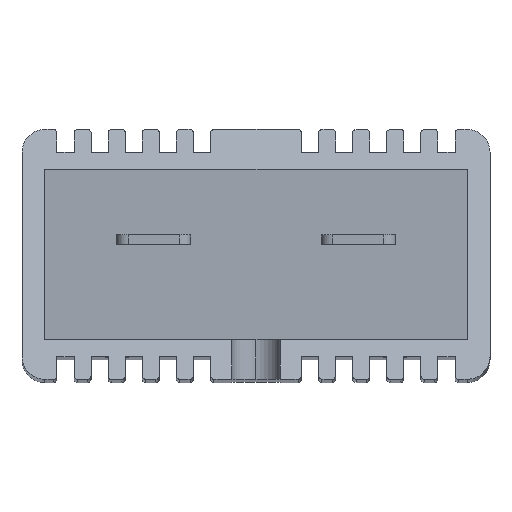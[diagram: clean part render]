
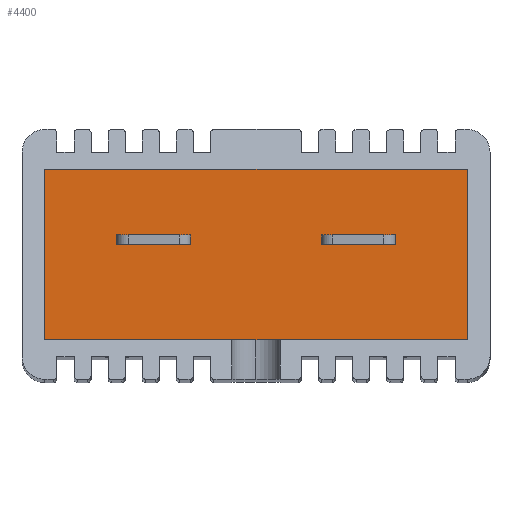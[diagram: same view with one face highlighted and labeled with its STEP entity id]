
A CAD part, top view. The second image highlights one B-rep face of the part: STEP entity #4400.
In plain terms, the highlighted planar face has unit normal (0, 0, 1).
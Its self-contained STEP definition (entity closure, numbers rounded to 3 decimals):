
#18 = CARTESIAN_POINT ( 'NONE',  ( 5.75, 0.9, 64. ) ) ;
#125 = LINE ( 'NONE', #3307, #6614 ) ;
#160 = CARTESIAN_POINT ( 'NONE',  ( -18.575, 7.5, 64. ) ) ;
#280 = PLANE ( 'NONE',  #6012 ) ;
#313 = VECTOR ( 'NONE', #6369, 1000. ) ;
#352 = CARTESIAN_POINT ( 'NONE',  ( 5.75, 1.7, 64. ) ) ;
#461 = VECTOR ( 'NONE', #6016, 1000. ) ;
#589 = CARTESIAN_POINT ( 'NONE',  ( 12.25, 0.9, 64. ) ) ;
#598 = FACE_OUTER_BOUND ( 'NONE', #3341, .T. ) ;
#640 = CARTESIAN_POINT ( 'NONE',  ( -18.575, -7.5, 64. ) ) ;
#785 = LINE ( 'NONE', #5262, #5898 ) ;
#809 = CARTESIAN_POINT ( 'NONE',  ( -5.75, 1.7, 64. ) ) ;
#868 = ORIENTED_EDGE ( 'NONE', *, *, #6088, .F. ) ;
#961 = CARTESIAN_POINT ( 'NONE',  ( 5.75, 1.7, 64. ) ) ;
#1068 = VERTEX_POINT ( 'NONE', #2674 ) ;
#1236 = CARTESIAN_POINT ( 'NONE',  ( -12.25, 1.7, 64. ) ) ;
#1519 = LINE ( 'NONE', #809, #4225 ) ;
#1684 = LINE ( 'NONE', #5472, #313 ) ;
#1817 = DIRECTION ( 'NONE',  ( 1., 0., 0. ) ) ;
#1843 = VERTEX_POINT ( 'NONE', #352 ) ;
#1846 = LINE ( 'NONE', #6423, #461 ) ;
#1909 = VECTOR ( 'NONE', #5817, 1000. ) ;
#1970 = DIRECTION ( 'NONE',  ( 0., 0., -1. ) ) ;
#2020 = VERTEX_POINT ( 'NONE', #160 ) ;
#2024 = ORIENTED_EDGE ( 'NONE', *, *, #2500, .F. ) ;
#2234 = DIRECTION ( 'NONE',  ( -1., 0., 0. ) ) ;
#2272 = VERTEX_POINT ( 'NONE', #589 ) ;
#2304 = CARTESIAN_POINT ( 'NONE',  ( 18.575, 7.5, 64. ) ) ;
#2321 = CARTESIAN_POINT ( 'NONE',  ( 12.25, 1.7, 64. ) ) ;
#2395 = LINE ( 'NONE', #3399, #6305 ) ;
#2500 = EDGE_CURVE ( 'NONE', #2651, #1843, #5669, .T. ) ;
#2537 = VECTOR ( 'NONE', #5838, 1000. ) ;
#2557 = VERTEX_POINT ( 'NONE', #5804 ) ;
#2590 = ORIENTED_EDGE ( 'NONE', *, *, #2831, .T. ) ;
#2651 = VERTEX_POINT ( 'NONE', #3569 ) ;
#2674 = CARTESIAN_POINT ( 'NONE',  ( -12.25, 0.9, 64. ) ) ;
#2713 = EDGE_CURVE ( 'NONE', #1068, #3675, #1684, .T. ) ;
#2733 = VERTEX_POINT ( 'NONE', #2901 ) ;
#2749 = EDGE_CURVE ( 'NONE', #2557, #5057, #1519, .T. ) ;
#2803 = ORIENTED_EDGE ( 'NONE', *, *, #2713, .F. ) ;
#2808 = DIRECTION ( 'NONE',  ( 0., -1., 0. ) ) ;
#2831 = EDGE_CURVE ( 'NONE', #2020, #4594, #6633, .T. ) ;
#2843 = DIRECTION ( 'NONE',  ( -1., 0., 0. ) ) ;
#2901 = CARTESIAN_POINT ( 'NONE',  ( 5.75, 0.9, 64. ) ) ;
#3005 = LINE ( 'NONE', #3885, #4047 ) ;
#3089 = VECTOR ( 'NONE', #2234, 1000. ) ;
#3120 = EDGE_CURVE ( 'NONE', #6234, #6471, #1846, .T. ) ;
#3258 = LINE ( 'NONE', #2304, #3089 ) ;
#3307 = CARTESIAN_POINT ( 'NONE',  ( 18.575, -7.5, 64. ) ) ;
#3327 = DIRECTION ( 'NONE',  ( 1., 0., 0. ) ) ;
#3341 = EDGE_LOOP ( 'NONE', ( #5523, #2590, #6510, #6249 ) ) ;
#3399 = CARTESIAN_POINT ( 'NONE',  ( -12.25, 1.7, 64. ) ) ;
#3569 = CARTESIAN_POINT ( 'NONE',  ( 12.25, 1.7, 64. ) ) ;
#3675 = VERTEX_POINT ( 'NONE', #4417 ) ;
#3752 = ORIENTED_EDGE ( 'NONE', *, *, #6400, .F. ) ;
#3763 = VECTOR ( 'NONE', #5879, 1000. ) ;
#3885 = CARTESIAN_POINT ( 'NONE',  ( 12.25, 0.9, 64. ) ) ;
#4047 = VECTOR ( 'NONE', #3327, 1000. ) ;
#4225 = VECTOR ( 'NONE', #5670, 1000. ) ;
#4371 = CARTESIAN_POINT ( 'NONE',  ( 0., 0., 64. ) ) ;
#4400 = ADVANCED_FACE ( 'NONE', ( #4672, #598, #4512 ), #280, .F. ) ;
#4417 = CARTESIAN_POINT ( 'NONE',  ( -5.75, 0.9, 64. ) ) ;
#4512 = FACE_BOUND ( 'NONE', #5685, .T. ) ;
#4594 = VERTEX_POINT ( 'NONE', #640 ) ;
#4602 = ORIENTED_EDGE ( 'NONE', *, *, #6496, .F. ) ;
#4672 = FACE_BOUND ( 'NONE', #5438, .T. ) ;
#4820 = DIRECTION ( 'NONE',  ( -1., 0., 0. ) ) ;
#4838 = ORIENTED_EDGE ( 'NONE', *, *, #6480, .F. ) ;
#4855 = CARTESIAN_POINT ( 'NONE',  ( 18.575, 7.5, 64. ) ) ;
#5057 = VERTEX_POINT ( 'NONE', #1236 ) ;
#5190 = CARTESIAN_POINT ( 'NONE',  ( 18.575, -7.5, 64. ) ) ;
#5258 = LINE ( 'NONE', #2321, #2537 ) ;
#5262 = CARTESIAN_POINT ( 'NONE',  ( -5.75, 0.9, 64. ) ) ;
#5438 = EDGE_LOOP ( 'NONE', ( #4838, #5820, #2024, #4602 ) ) ;
#5472 = CARTESIAN_POINT ( 'NONE',  ( -12.25, 0.9, 64. ) ) ;
#5488 = EDGE_CURVE ( 'NONE', #1843, #2733, #5975, .T. ) ;
#5513 = VECTOR ( 'NONE', #4820, 1000. ) ;
#5523 = ORIENTED_EDGE ( 'NONE', *, *, #6165, .T. ) ;
#5669 = LINE ( 'NONE', #961, #5513 ) ;
#5670 = DIRECTION ( 'NONE',  ( -1., 0., 0. ) ) ;
#5685 = EDGE_LOOP ( 'NONE', ( #868, #6479, #3752, #2803 ) ) ;
#5804 = CARTESIAN_POINT ( 'NONE',  ( -5.75, 1.7, 64. ) ) ;
#5817 = DIRECTION ( 'NONE',  ( 0., -1., 0. ) ) ;
#5820 = ORIENTED_EDGE ( 'NONE', *, *, #5488, .F. ) ;
#5838 = DIRECTION ( 'NONE',  ( 0., 1., 0. ) ) ;
#5879 = DIRECTION ( 'NONE',  ( 0., -1., 0. ) ) ;
#5898 = VECTOR ( 'NONE', #6245, 1000. ) ;
#5975 = LINE ( 'NONE', #18, #1909 ) ;
#6012 = AXIS2_PLACEMENT_3D ( 'NONE', #4371, #1970, #2843 ) ;
#6016 = DIRECTION ( 'NONE',  ( 0., 1., 0. ) ) ;
#6088 = EDGE_CURVE ( 'NONE', #5057, #1068, #2395, .T. ) ;
#6165 = EDGE_CURVE ( 'NONE', #6471, #2020, #3258, .T. ) ;
#6234 = VERTEX_POINT ( 'NONE', #5190 ) ;
#6241 = CARTESIAN_POINT ( 'NONE',  ( -18.575, -7.5, 64. ) ) ;
#6245 = DIRECTION ( 'NONE',  ( 0., 1., 0. ) ) ;
#6249 = ORIENTED_EDGE ( 'NONE', *, *, #3120, .T. ) ;
#6305 = VECTOR ( 'NONE', #2808, 1000. ) ;
#6369 = DIRECTION ( 'NONE',  ( 1., 0., 0. ) ) ;
#6400 = EDGE_CURVE ( 'NONE', #3675, #2557, #785, .T. ) ;
#6423 = CARTESIAN_POINT ( 'NONE',  ( 18.575, -7.5, 64. ) ) ;
#6471 = VERTEX_POINT ( 'NONE', #4855 ) ;
#6479 = ORIENTED_EDGE ( 'NONE', *, *, #2749, .F. ) ;
#6480 = EDGE_CURVE ( 'NONE', #2733, #2272, #3005, .T. ) ;
#6484 = EDGE_CURVE ( 'NONE', #4594, #6234, #125, .T. ) ;
#6496 = EDGE_CURVE ( 'NONE', #2272, #2651, #5258, .T. ) ;
#6510 = ORIENTED_EDGE ( 'NONE', *, *, #6484, .T. ) ;
#6614 = VECTOR ( 'NONE', #1817, 1000. ) ;
#6633 = LINE ( 'NONE', #6241, #3763 ) ;
